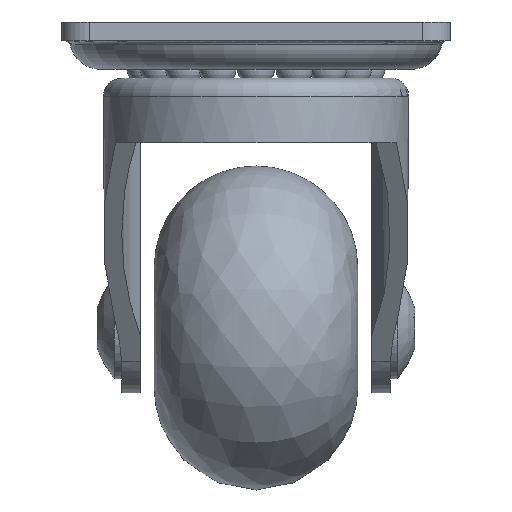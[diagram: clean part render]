
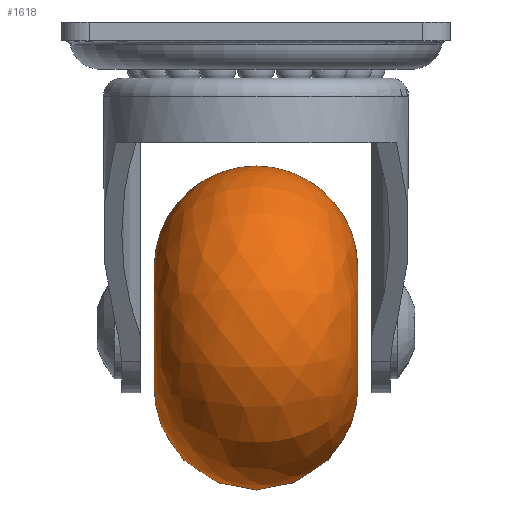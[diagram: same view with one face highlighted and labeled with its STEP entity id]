
A CAD part, front view. The second image highlights one B-rep face of the part: STEP entity #1618.
In plain terms, the highlighted free-form (B-spline) face has degree [2, 2] with [5, 9] control points.
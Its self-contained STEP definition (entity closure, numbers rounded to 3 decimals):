
#121=(
BOUNDED_SURFACE()
B_SPLINE_SURFACE(2,2,((#2535,#2536,#2537,#2538,#2539,#2540,#2541,#2542,
#2543),(#2544,#2545,#2546,#2547,#2548,#2549,#2550,#2551,#2552),(#2553,#2554,
#2555,#2556,#2557,#2558,#2559,#2560,#2561),(#2562,#2563,#2564,#2565,#2566,
#2567,#2568,#2569,#2570),(#2571,#2572,#2573,#2574,#2575,#2576,#2577,#2578,
#2579)),.UNSPECIFIED.,.F.,.T.,.F.)
B_SPLINE_SURFACE_WITH_KNOTS((3,2,3),(3,2,2,2,3),(-1.571,0.,1.571),
(-3.142,-1.571,0.,1.571,3.142),
 .UNSPECIFIED.)
GEOMETRIC_REPRESENTATION_ITEM()
RATIONAL_B_SPLINE_SURFACE(((1.,0.707,1.,0.707,1.,
0.707,1.,0.707,1.),(0.707,0.5,0.707,
0.5,0.707,0.5,0.707,0.5,0.707),(1.,
0.707,1.,0.707,1.,0.707,1.,0.707,
1.),(0.707,0.5,0.707,0.5,0.707,0.5,
0.707,0.5,0.707),(1.,0.707,1.,0.707,
1.,0.707,1.,0.707,1.)))
REPRESENTATION_ITEM('')
SURFACE()
);
#187=FACE_OUTER_BOUND('',#292,.T.);
#292=EDGE_LOOP('',(#1128,#1129,#1130,#1131,#1132,#1133));
#589=CIRCLE('',#1766,6.5);
#590=CIRCLE('',#1767,6.5);
#591=CIRCLE('',#1769,6.5);
#592=CIRCLE('',#1770,6.5);
#593=CIRCLE('',#1771,11.);
#704=VERTEX_POINT('',#2526);
#705=VERTEX_POINT('',#2527);
#706=VERTEX_POINT('',#2531);
#707=VERTEX_POINT('',#2532);
#884=EDGE_CURVE('',#704,#705,#589,.T.);
#885=EDGE_CURVE('',#705,#704,#590,.T.);
#886=EDGE_CURVE('',#706,#707,#591,.T.);
#887=EDGE_CURVE('',#707,#706,#592,.T.);
#888=EDGE_CURVE('',#705,#707,#593,.T.);
#1128=ORIENTED_EDGE('',*,*,#884,.F.);
#1129=ORIENTED_EDGE('',*,*,#885,.F.);
#1130=ORIENTED_EDGE('',*,*,#888,.T.);
#1131=ORIENTED_EDGE('',*,*,#887,.T.);
#1132=ORIENTED_EDGE('',*,*,#886,.T.);
#1133=ORIENTED_EDGE('',*,*,#888,.F.);
#1618=ADVANCED_FACE('',(#187),#121,.F.);
#1766=AXIS2_PLACEMENT_3D('',#2528,#1996,#1997);
#1767=AXIS2_PLACEMENT_3D('',#2529,#1998,#1999);
#1769=AXIS2_PLACEMENT_3D('',#2533,#2002,#2003);
#1770=AXIS2_PLACEMENT_3D('',#2534,#2004,#2005);
#1771=AXIS2_PLACEMENT_3D('',#2580,#2006,#2007);
#1996=DIRECTION('center_axis',(1.,0.,0.));
#1997=DIRECTION('ref_axis',(0.,0.,-1.));
#1998=DIRECTION('center_axis',(1.,0.,0.));
#1999=DIRECTION('ref_axis',(0.,0.,-1.));
#2002=DIRECTION('center_axis',(1.,0.,0.));
#2003=DIRECTION('ref_axis',(0.,0.,-1.));
#2004=DIRECTION('center_axis',(1.,0.,0.));
#2005=DIRECTION('ref_axis',(0.,0.,-1.));
#2006=DIRECTION('center_axis',(0.,-1.,0.));
#2007=DIRECTION('ref_axis',(0.,0.,
1.));
#2526=CARTESIAN_POINT('',(11.,6.5,0.));
#2527=CARTESIAN_POINT('',(11.,0.,6.5));
#2528=CARTESIAN_POINT('Origin',(11.,0.,0.));
#2529=CARTESIAN_POINT('Origin',(11.,0.,0.));
#2531=CARTESIAN_POINT('',(-11.,6.5,0.));
#2532=CARTESIAN_POINT('',(-11.,0.,6.5));
#2533=CARTESIAN_POINT('Origin',(-11.,0.,0.));
#2534=CARTESIAN_POINT('Origin',(-11.,0.,0.));
#2535=CARTESIAN_POINT('Ctrl Pts',(-11.,0.,6.5));
#2536=CARTESIAN_POINT('Ctrl Pts',(-11.,-6.5,6.5));
#2537=CARTESIAN_POINT('Ctrl Pts',(-11.,-6.5,0.));
#2538=CARTESIAN_POINT('Ctrl Pts',(-11.,-6.5,-6.5));
#2539=CARTESIAN_POINT('Ctrl Pts',(-11.,0.,-6.5));
#2540=CARTESIAN_POINT('Ctrl Pts',(-11.,6.5,-6.5));
#2541=CARTESIAN_POINT('Ctrl Pts',(-11.,6.5,0.));
#2542=CARTESIAN_POINT('Ctrl Pts',(-11.,6.5,6.5));
#2543=CARTESIAN_POINT('Ctrl Pts',(-11.,0.,6.5));
#2544=CARTESIAN_POINT('Ctrl Pts',(-11.,0.,17.5));
#2545=CARTESIAN_POINT('Ctrl Pts',(-11.,-17.5,17.5));
#2546=CARTESIAN_POINT('Ctrl Pts',(-11.,-17.5,0.));
#2547=CARTESIAN_POINT('Ctrl Pts',(-11.,-17.5,-17.5));
#2548=CARTESIAN_POINT('Ctrl Pts',(-11.,0.,-17.5));
#2549=CARTESIAN_POINT('Ctrl Pts',(-11.,17.5,-17.5));
#2550=CARTESIAN_POINT('Ctrl Pts',(-11.,17.5,0.));
#2551=CARTESIAN_POINT('Ctrl Pts',(-11.,17.5,17.5));
#2552=CARTESIAN_POINT('Ctrl Pts',(-11.,0.,17.5));
#2553=CARTESIAN_POINT('Ctrl Pts',(0.,0.,
17.5));
#2554=CARTESIAN_POINT('Ctrl Pts',(0.,-17.5,17.5));
#2555=CARTESIAN_POINT('Ctrl Pts',(0.,-17.5,0.));
#2556=CARTESIAN_POINT('Ctrl Pts',(0.,-17.5,-17.5));
#2557=CARTESIAN_POINT('Ctrl Pts',(0.,0.,
-17.5));
#2558=CARTESIAN_POINT('Ctrl Pts',(0.,17.5,-17.5));
#2559=CARTESIAN_POINT('Ctrl Pts',(0.,17.5,0.));
#2560=CARTESIAN_POINT('Ctrl Pts',(0.,17.5,17.5));
#2561=CARTESIAN_POINT('Ctrl Pts',(0.,0.,
17.5));
#2562=CARTESIAN_POINT('Ctrl Pts',(11.,0.,17.5));
#2563=CARTESIAN_POINT('Ctrl Pts',(11.,-17.5,17.5));
#2564=CARTESIAN_POINT('Ctrl Pts',(11.,-17.5,0.));
#2565=CARTESIAN_POINT('Ctrl Pts',(11.,-17.5,-17.5));
#2566=CARTESIAN_POINT('Ctrl Pts',(11.,0.,-17.5));
#2567=CARTESIAN_POINT('Ctrl Pts',(11.,17.5,-17.5));
#2568=CARTESIAN_POINT('Ctrl Pts',(11.,17.5,0.));
#2569=CARTESIAN_POINT('Ctrl Pts',(11.,17.5,17.5));
#2570=CARTESIAN_POINT('Ctrl Pts',(11.,0.,17.5));
#2571=CARTESIAN_POINT('Ctrl Pts',(11.,0.,6.5));
#2572=CARTESIAN_POINT('Ctrl Pts',(11.,-6.5,6.5));
#2573=CARTESIAN_POINT('Ctrl Pts',(11.,-6.5,0.));
#2574=CARTESIAN_POINT('Ctrl Pts',(11.,-6.5,-6.5));
#2575=CARTESIAN_POINT('Ctrl Pts',(11.,0.,-6.5));
#2576=CARTESIAN_POINT('Ctrl Pts',(11.,6.5,-6.5));
#2577=CARTESIAN_POINT('Ctrl Pts',(11.,6.5,0.));
#2578=CARTESIAN_POINT('Ctrl Pts',(11.,6.5,6.5));
#2579=CARTESIAN_POINT('Ctrl Pts',(11.,0.,6.5));
#2580=CARTESIAN_POINT('Origin',(0.,0.,
6.5));
